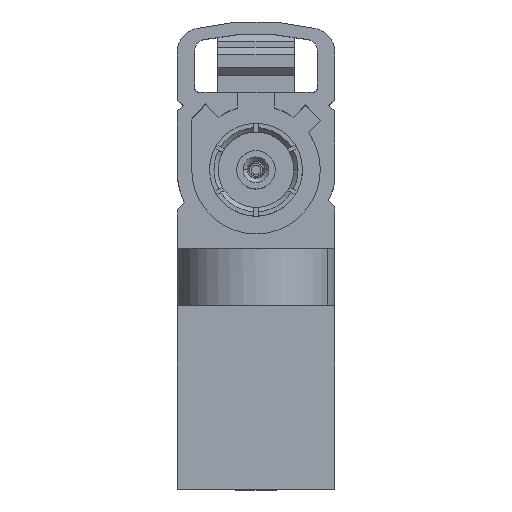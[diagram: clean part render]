
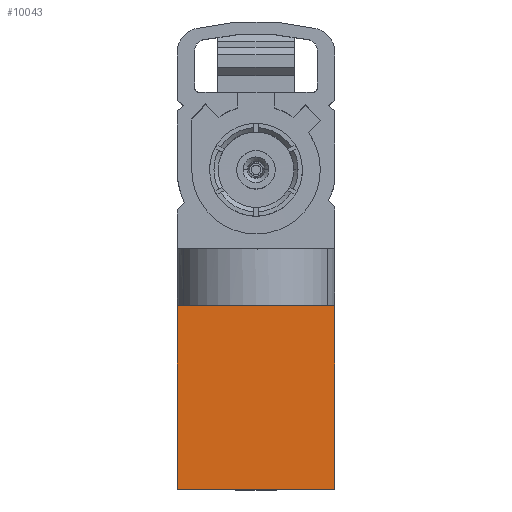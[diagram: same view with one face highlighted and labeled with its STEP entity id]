
A CAD part, top view. The second image highlights one B-rep face of the part: STEP entity #10043.
In plain terms, the highlighted face is planar.
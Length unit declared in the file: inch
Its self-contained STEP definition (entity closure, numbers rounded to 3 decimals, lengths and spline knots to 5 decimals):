
#1671 = CARTESIAN_POINT ( 'NONE',  ( 0.185, -0.18494, -0.43065 ) ) ;
#2334 = EDGE_CURVE ( 'NONE', #66257, #58075, #61733, .T. ) ;
#3105 = DIRECTION ( 'NONE',  ( 1., 0., 0. ) ) ;
#4958 = EDGE_CURVE ( 'NONE', #30164, #63029, #59863, .T. ) ;
#6907 = ORIENTED_EDGE ( 'NONE', *, *, #4958, .T. ) ;
#7647 = CARTESIAN_POINT ( 'NONE',  ( -0.185, -0.18494, -0.58065 ) ) ;
#10043 = ADVANCED_FACE ( 'NONE', ( #63943 ), #42117, .T. ) ;
#10974 = LINE ( 'NONE', #37704, #58390 ) ;
#11211 = CARTESIAN_POINT ( 'NONE',  ( -0.185, -0.18494, -0.58065 ) ) ;
#11301 = ORIENTED_EDGE ( 'NONE', *, *, #41227, .T. ) ;
#13001 = DIRECTION ( 'NONE',  ( 0., 0., 1. ) ) ;
#15323 = EDGE_LOOP ( 'NONE', ( #21183, #58982, #11301, #6907, #56004 ) ) ;
#16230 = EDGE_CURVE ( 'NONE', #66257, #60132, #33337, .T. ) ;
#18379 = DIRECTION ( 'NONE',  ( 0., 0., 1. ) ) ;
#21183 = ORIENTED_EDGE ( 'NONE', *, *, #16230, .F. ) ;
#21272 = DIRECTION ( 'NONE',  ( 0., -1., 0. ) ) ;
#22071 = VECTOR ( 'NONE', #3105, 39.37008 ) ;
#26536 = VECTOR ( 'NONE', #18379, 39.37008 ) ;
#28059 = CARTESIAN_POINT ( 'NONE',  ( -0.185, -0.18494, 0. ) ) ;
#30164 = VERTEX_POINT ( 'NONE', #1671 ) ;
#33337 = LINE ( 'NONE', #7647, #26536 ) ;
#35868 = CARTESIAN_POINT ( 'NONE',  ( -0.00064, -0.18494, -0.43065 ) ) ;
#37704 = CARTESIAN_POINT ( 'NONE',  ( -0.185, -0.18494, -0.43065 ) ) ;
#41227 = EDGE_CURVE ( 'NONE', #58075, #30164, #10974, .T. ) ;
#42117 = PLANE ( 'NONE',  #56362 ) ;
#44582 = CARTESIAN_POINT ( 'NONE',  ( 0.185, -0.18494, -0.58065 ) ) ;
#45473 = CARTESIAN_POINT ( 'NONE',  ( -0.185, -0.18494, -0.43065 ) ) ;
#46109 = CARTESIAN_POINT ( 'NONE',  ( -0.185, -0.18494, -0.43065 ) ) ;
#46185 = VECTOR ( 'NONE', #46787, 39.37008 ) ;
#46787 = DIRECTION ( 'NONE',  ( 1., 0., 0. ) ) ;
#47369 = VECTOR ( 'NONE', #13001, 39.37008 ) ;
#47666 = DIRECTION ( 'NONE',  ( 0., 0., -1. ) ) ;
#47787 = CARTESIAN_POINT ( 'NONE',  ( 0.185, -0.18494, 0. ) ) ;
#52222 = EDGE_CURVE ( 'NONE', #60132, #63029, #56516, .T. ) ;
#53613 = DIRECTION ( 'NONE',  ( 1., 0., 0. ) ) ;
#56004 = ORIENTED_EDGE ( 'NONE', *, *, #52222, .F. ) ;
#56362 = AXIS2_PLACEMENT_3D ( 'NONE', #11211, #21272, #47666 ) ;
#56516 = LINE ( 'NONE', #66589, #22071 ) ;
#58075 = VERTEX_POINT ( 'NONE', #35868 ) ;
#58390 = VECTOR ( 'NONE', #53613, 39.37008 ) ;
#58982 = ORIENTED_EDGE ( 'NONE', *, *, #2334, .T. ) ;
#59863 = LINE ( 'NONE', #44582, #47369 ) ;
#60132 = VERTEX_POINT ( 'NONE', #28059 ) ;
#61733 = LINE ( 'NONE', #46109, #46185 ) ;
#63029 = VERTEX_POINT ( 'NONE', #47787 ) ;
#63943 = FACE_OUTER_BOUND ( 'NONE', #15323, .T. ) ;
#66257 = VERTEX_POINT ( 'NONE', #45473 ) ;
#66589 = CARTESIAN_POINT ( 'NONE',  ( -0.185, -0.18494, 0. ) ) ;
